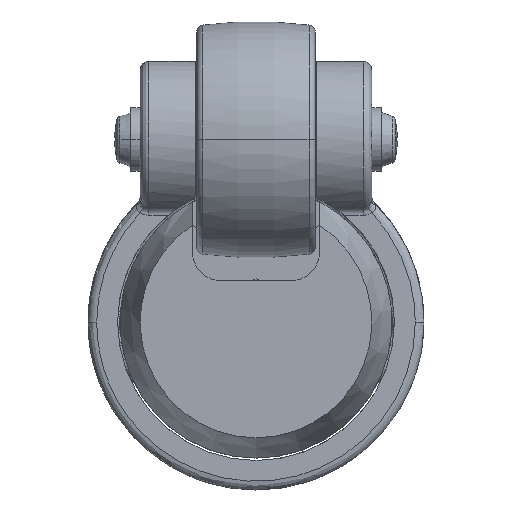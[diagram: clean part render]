
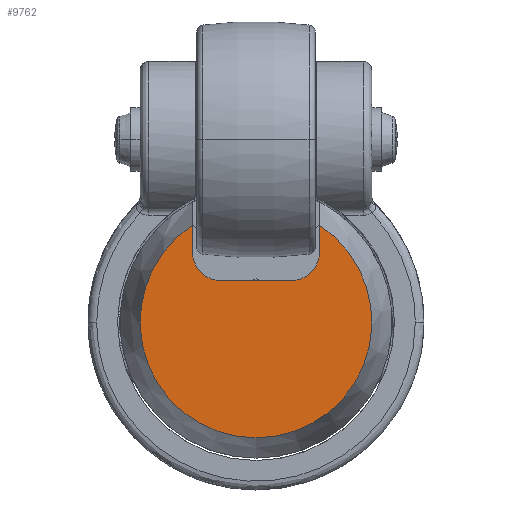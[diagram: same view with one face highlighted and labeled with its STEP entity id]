
A CAD part, front view. The second image highlights one B-rep face of the part: STEP entity #9762.
In plain terms, the highlighted planar face has unit normal (0, -1, 0).
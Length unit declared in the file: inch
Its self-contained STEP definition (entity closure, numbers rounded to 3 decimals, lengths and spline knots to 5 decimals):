
#56 = PLANE ( 'NONE',  #14154 ) ;
#185 = EDGE_CURVE ( 'NONE', #13280, #9027, #10188, .T. ) ;
#1231 = FACE_OUTER_BOUND ( 'NONE', #14276, .T. ) ;
#1304 = EDGE_CURVE ( 'NONE', #7048, #11937, #5715, .T. ) ;
#2707 = EDGE_CURVE ( 'NONE', #7857, #11084, #5690, .T. ) ;
#2709 = EDGE_CURVE ( 'NONE', #11937, #7857, #13092, .T. ) ;
#2717 = CARTESIAN_POINT ( 'NONE',  ( 0.53042, -3.21157, -0.71218 ) ) ;
#3008 = ORIENTED_EDGE ( 'NONE', *, *, #6869, .T. ) ;
#4519 = CARTESIAN_POINT ( 'NONE',  ( -0.53042, -3.21157, -0.93297 ) ) ;
#4978 = ORIENTED_EDGE ( 'NONE', *, *, #185, .F. ) ;
#4989 = DIRECTION ( 'NONE',  ( 0., 0., -1. ) ) ;
#5690 = CIRCLE ( 'NONE', #15053, 0.2411 ) ;
#5714 = DIRECTION ( 'NONE',  ( 0., 0., 1. ) ) ;
#5715 = CIRCLE ( 'NONE', #16416, 0.2411 ) ;
#6183 = VECTOR ( 'NONE', #14960, 39.37008 ) ;
#6316 = DIRECTION ( 'NONE',  ( 0., -1., 0. ) ) ;
#6696 = LINE ( 'NONE', #10393, #14948 ) ;
#6869 = EDGE_CURVE ( 'NONE', #13280, #7048, #6696, .T. ) ;
#7048 = VERTEX_POINT ( 'NONE', #14227 ) ;
#7822 = ORIENTED_EDGE ( 'NONE', *, *, #1304, .T. ) ;
#7837 = VECTOR ( 'NONE', #11838, 39.37008 ) ;
#7857 = VERTEX_POINT ( 'NONE', #13911 ) ;
#8204 = ORIENTED_EDGE ( 'NONE', *, *, #2707, .T. ) ;
#9027 = VERTEX_POINT ( 'NONE', #11287 ) ;
#9131 = CARTESIAN_POINT ( 'NONE',  ( 0., -3.21157, -1.51762 ) ) ;
#9297 = CARTESIAN_POINT ( 'NONE',  ( 0.28932, -3.21157, -0.93297 ) ) ;
#9321 = CARTESIAN_POINT ( 'NONE',  ( 0.28932, -3.21157, -1.17407 ) ) ;
#9762 = ADVANCED_FACE ( 'NONE', ( #1231 ), #56, .T. ) ;
#9938 = LINE ( 'NONE', #15294, #6183 ) ;
#10143 = DIRECTION ( 'NONE',  ( 0., 1., 0. ) ) ;
#10188 = CIRCLE ( 'NONE', #16329, 0.9644 ) ;
#10262 = CARTESIAN_POINT ( 'NONE',  ( -0.97597, -3.21157, -2.49263 ) ) ;
#10393 = CARTESIAN_POINT ( 'NONE',  ( 0.53042, -3.21157, -0.51625 ) ) ;
#10716 = DIRECTION ( 'NONE',  ( 0., 0., 1. ) ) ;
#10740 = DIRECTION ( 'NONE',  ( 0., 1., 0. ) ) ;
#11084 = VERTEX_POINT ( 'NONE', #4519 ) ;
#11287 = CARTESIAN_POINT ( 'NONE',  ( -0.53042, -3.21157, -0.71218 ) ) ;
#11369 = CARTESIAN_POINT ( 'NONE',  ( 0.28932, -3.21157, -1.17407 ) ) ;
#11573 = EDGE_CURVE ( 'NONE', #11084, #9027, #9938, .T. ) ;
#11838 = DIRECTION ( 'NONE',  ( -1., 0., 0. ) ) ;
#11937 = VERTEX_POINT ( 'NONE', #11369 ) ;
#13092 = LINE ( 'NONE', #9321, #7837 ) ;
#13280 = VERTEX_POINT ( 'NONE', #2717 ) ;
#13911 = CARTESIAN_POINT ( 'NONE',  ( -0.28932, -3.21157, -1.17407 ) ) ;
#14154 = AXIS2_PLACEMENT_3D ( 'NONE', #10262, #6316, #4989 ) ;
#14227 = CARTESIAN_POINT ( 'NONE',  ( 0.53042, -3.21157, -0.93297 ) ) ;
#14276 = EDGE_LOOP ( 'NONE', ( #3008, #7822, #16510, #8204, #15920, #4978 ) ) ;
#14401 = DIRECTION ( 'NONE',  ( 0., 1., 0. ) ) ;
#14948 = VECTOR ( 'NONE', #15496, 39.37008 ) ;
#14960 = DIRECTION ( 'NONE',  ( 0., 0., 1. ) ) ;
#15053 = AXIS2_PLACEMENT_3D ( 'NONE', #15932, #10740, #5714 ) ;
#15294 = CARTESIAN_POINT ( 'NONE',  ( -0.53042, -3.21157, -0.93297 ) ) ;
#15335 = DIRECTION ( 'NONE',  ( 0., 0., 1. ) ) ;
#15496 = DIRECTION ( 'NONE',  ( 0., 0., -1. ) ) ;
#15920 = ORIENTED_EDGE ( 'NONE', *, *, #11573, .T. ) ;
#15932 = CARTESIAN_POINT ( 'NONE',  ( -0.28932, -3.21157, -0.93297 ) ) ;
#16329 = AXIS2_PLACEMENT_3D ( 'NONE', #9131, #10143, #15335 ) ;
#16416 = AXIS2_PLACEMENT_3D ( 'NONE', #9297, #14401, #10716 ) ;
#16510 = ORIENTED_EDGE ( 'NONE', *, *, #2709, .T. ) ;
